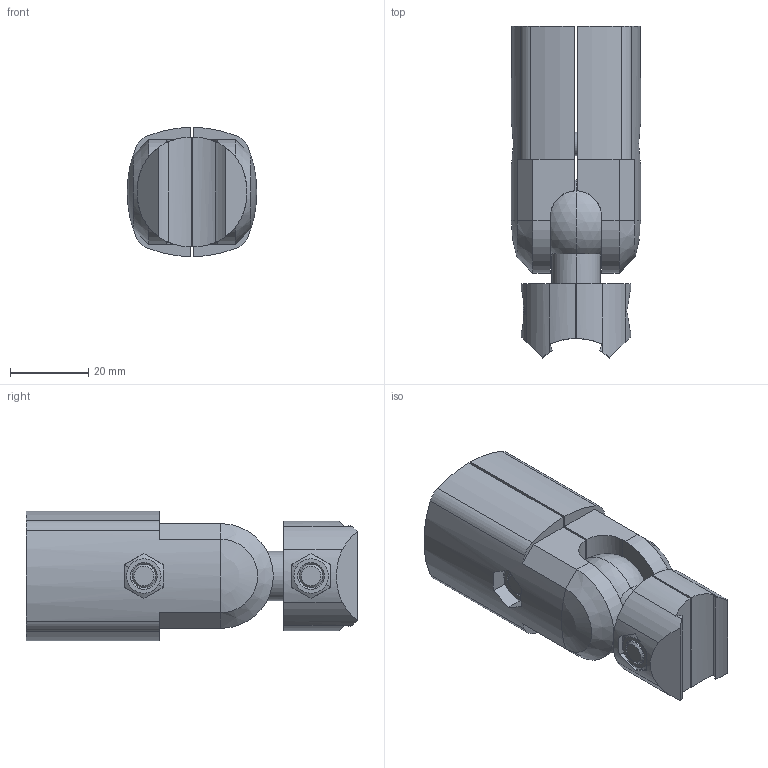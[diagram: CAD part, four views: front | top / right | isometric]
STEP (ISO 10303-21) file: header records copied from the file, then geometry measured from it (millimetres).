
FILE_DESCRIPTION(/* description */ (''),/* implementation_level */ '2;1');
FILE_NAME(/* name */ '42D-280-0.stp',/* time_stamp */ '2022-07-21T11:05:25-04:00',/* author */ ('aorselli'),/* organization */ (''),/* preprocessor_version */ 'ST-DEVELOPER v18.1',/* originating_system */ 'AutoCAD Mechanical',/* authorisation */ '');
FILE_SCHEMA (('AUTOMOTIVE_DESIGN { 1 0 10303 214 3 1 1 }'));
Length unit declared in the file: millimetre
Products named in the file (1): 42D-280-0
Bounding box: 33 x 84.57 x 33 mm (x, y, z)
Volume: 46064.7 mm3; surface area: 21945.5 mm2
Topology: 8 solids, 8 shells, 212 faces, 546 edges, 350 vertices
Faces by surface type: plane 102, cylinder 78, cone 26, sphere 6
Entity records: 6955 total; most frequent: CARTESIAN_POINT 1801, ORIENTED_EDGE 1076, DIRECTION 1052, EDGE_CURVE 538, AXIS2_PLACEMENT_3D 389, VERTEX_POINT 350, LINE 274, VECTOR 274
